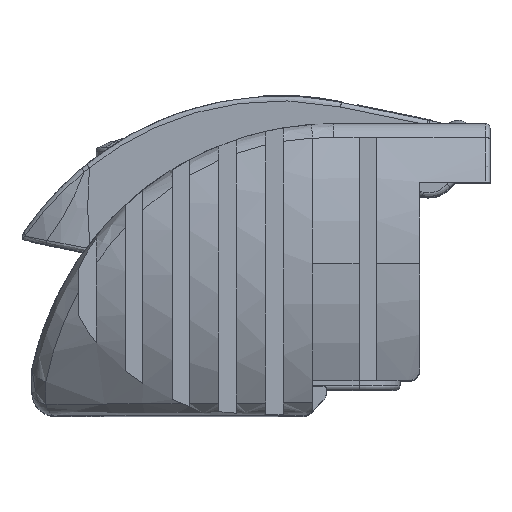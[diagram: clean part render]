
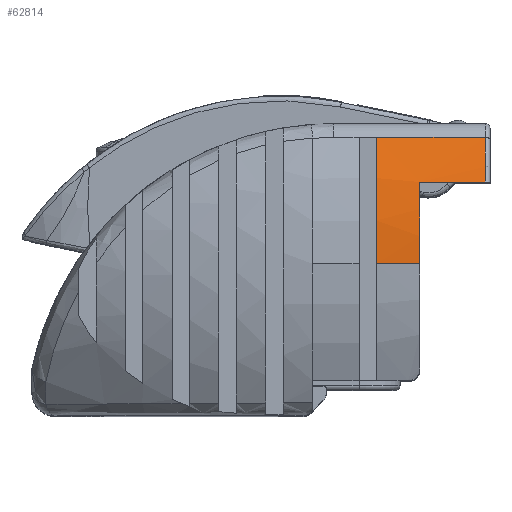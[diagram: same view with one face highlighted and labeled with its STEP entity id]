
A CAD part, top view. The second image highlights one B-rep face of the part: STEP entity #62814.
In plain terms, the highlighted cylindrical face has radius 26.4 mm (diameter 52.8 mm), a partial arc.
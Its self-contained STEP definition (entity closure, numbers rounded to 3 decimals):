
#1217 = FACE_OUTER_BOUND ( 'NONE', #66021, .T. ) ;
#1642 = DIRECTION ( 'NONE',  ( -1., 0., 0. ) ) ;
#1932 = VERTEX_POINT ( 'NONE', #57708 ) ;
#2475 = LINE ( 'NONE', #77560, #45560 ) ;
#3525 = DIRECTION ( 'NONE',  ( -1., 0., 0. ) ) ;
#4485 = AXIS2_PLACEMENT_3D ( 'NONE', #16522, #3525, #73049 ) ;
#5895 = DIRECTION ( 'NONE',  ( 1., 0., 0. ) ) ;
#6971 = CARTESIAN_POINT ( 'NONE',  ( 14.066, 21.126, 27.493 ) ) ;
#8421 = CARTESIAN_POINT ( 'NONE',  ( 14.466, 10.306, 3.412 ) ) ;
#8784 = CARTESIAN_POINT ( 'NONE',  ( 8.466, 17.306, 28.867 ) ) ;
#11384 = ORIENTED_EDGE ( 'NONE', *, *, #15513, .F. ) ;
#11569 = CARTESIAN_POINT ( 'NONE',  ( 4.766, 10.306, 3.412 ) ) ;
#12464 = AXIS2_PLACEMENT_3D ( 'NONE', #8421, #1642, #64942 ) ;
#13353 = CYLINDRICAL_SURFACE ( 'NONE', #12464, 26.4 ) ;
#15513 = EDGE_CURVE ( 'NONE', #1932, #67107, #63732, .T. ) ;
#16104 = CARTESIAN_POINT ( 'NONE',  ( 4.766, 10.306, 29.812 ) ) ;
#16522 = CARTESIAN_POINT ( 'NONE',  ( 14.066, 10.306, 3.412 ) ) ;
#18875 = EDGE_CURVE ( 'NONE', #57067, #1932, #47020, .T. ) ;
#23549 = EDGE_CURVE ( 'NONE', #62074, #51417, #55057, .T. ) ;
#32295 = DIRECTION ( 'NONE',  ( 0., 0., -1. ) ) ;
#32827 = DIRECTION ( 'NONE',  ( 0., 0., -1. ) ) ;
#36584 = CARTESIAN_POINT ( 'NONE',  ( 14.466, 10.306, 29.812 ) ) ;
#37340 = CARTESIAN_POINT ( 'NONE',  ( 14.066, 17.306, 28.867 ) ) ;
#40568 = DIRECTION ( 'NONE',  ( 1., 0., 0. ) ) ;
#41182 = EDGE_CURVE ( 'NONE', #51417, #81568, #2475, .T. ) ;
#42231 = AXIS2_PLACEMENT_3D ( 'NONE', #11569, #40568, #32295 ) ;
#45560 = VECTOR ( 'NONE', #84569, 1000. ) ;
#47020 = CIRCLE ( 'NONE', #53210, 26.4 ) ;
#49570 = DIRECTION ( 'NONE',  ( -1., 0., 0. ) ) ;
#51417 = VERTEX_POINT ( 'NONE', #6971 ) ;
#51732 = ORIENTED_EDGE ( 'NONE', *, *, #41182, .T. ) ;
#52437 = EDGE_CURVE ( 'NONE', #62074, #57067, #71459, .T. ) ;
#53210 = AXIS2_PLACEMENT_3D ( 'NONE', #83353, #5895, #32827 ) ;
#53511 = ORIENTED_EDGE ( 'NONE', *, *, #70066, .T. ) ;
#54655 = ORIENTED_EDGE ( 'NONE', *, *, #23549, .T. ) ;
#55057 = CIRCLE ( 'NONE', #4485, 26.4 ) ;
#55769 = CARTESIAN_POINT ( 'NONE',  ( 14.466, 17.306, 28.867 ) ) ;
#57067 = VERTEX_POINT ( 'NONE', #8784 ) ;
#57226 = DIRECTION ( 'NONE',  ( -1., 0., 0. ) ) ;
#57708 = CARTESIAN_POINT ( 'NONE',  ( 8.466, 10.306, 29.812 ) ) ;
#58250 = VECTOR ( 'NONE', #57226, 1000. ) ;
#62074 = VERTEX_POINT ( 'NONE', #37340 ) ;
#62814 = ADVANCED_FACE ( 'NONE', ( #1217 ), #13353, .T. ) ;
#63732 = LINE ( 'NONE', #36584, #58250 ) ;
#64942 = DIRECTION ( 'NONE',  ( 0., 0., 1. ) ) ;
#66021 = EDGE_LOOP ( 'NONE', ( #11384, #90852, #74960, #54655, #51732, #53511 ) ) ;
#66911 = CIRCLE ( 'NONE', #42231, 26.4 ) ;
#67107 = VERTEX_POINT ( 'NONE', #16104 ) ;
#70066 = EDGE_CURVE ( 'NONE', #81568, #67107, #66911, .T. ) ;
#71459 = LINE ( 'NONE', #55769, #91385 ) ;
#73049 = DIRECTION ( 'NONE',  ( 0., 0., -1. ) ) ;
#74960 = ORIENTED_EDGE ( 'NONE', *, *, #52437, .F. ) ;
#77560 = CARTESIAN_POINT ( 'NONE',  ( 14.466, 21.126, 27.493 ) ) ;
#81568 = VERTEX_POINT ( 'NONE', #90991 ) ;
#83353 = CARTESIAN_POINT ( 'NONE',  ( 8.466, 10.306, 3.412 ) ) ;
#84569 = DIRECTION ( 'NONE',  ( -1., 0., 0. ) ) ;
#90852 = ORIENTED_EDGE ( 'NONE', *, *, #18875, .F. ) ;
#90991 = CARTESIAN_POINT ( 'NONE',  ( 4.766, 21.126, 27.493 ) ) ;
#91385 = VECTOR ( 'NONE', #49570, 1000. ) ;
